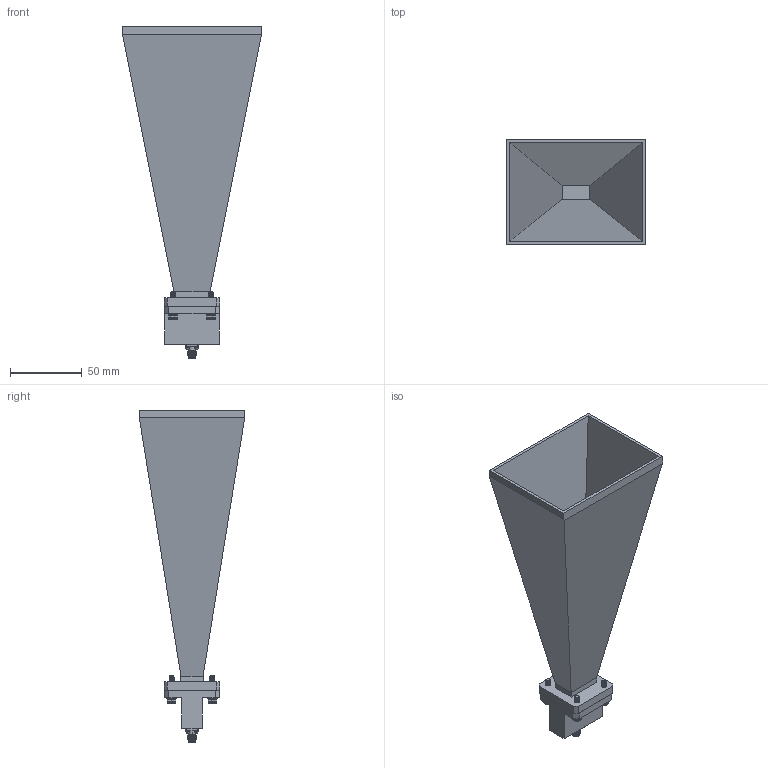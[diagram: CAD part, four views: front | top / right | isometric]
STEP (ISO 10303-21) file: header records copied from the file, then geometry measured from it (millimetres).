
FILE_DESCRIPTION (( 'STEP AP214' ), '1' );
FILE_NAME ('PEWAN075-20ELSF_3D.STEP', '2022-05-09T21:14:25', ( '' ), ( '' ), 'SwSTEP 2.0', 'SolidWorks 2021', '' );
FILE_SCHEMA (( 'AUTOMOTIVE_DESIGN' ));
Length unit declared in the file: inch
Products named in the file (5): PEWAN075-20; PEWAN075-20ELSF_3D; 6-LW; PE9847; 6-32SH-HXx.625_92196A150
Assembly tree (10 placements, depth 2):
  PEWAN075-20ELSF_3D
    6-32SH-HXx.625_92196A150  x4
    6-LW  x4
    PE9847
    PEWAN075-20
Bounding box: 97.27 x 73.19 x 230.99 mm (x, y, z)
Volume: 146092.3 mm3; surface area: 90424.7 mm2
Topology: 10 solids, 15 shells, 1414 faces, 3504 edges, 2139 vertices
Faces by surface type: plane 674, cylinder 398, cone 324, torus 10, bspline 8
Entity records: 18067 total; most frequent: CARTESIAN_POINT 6023, ORIENTED_EDGE 2630, DIRECTION 2182, EDGE_CURVE 1315, VERTEX_POINT 816, AXIS2_PLACEMENT_3D 794, LINE 594, VECTOR 594
